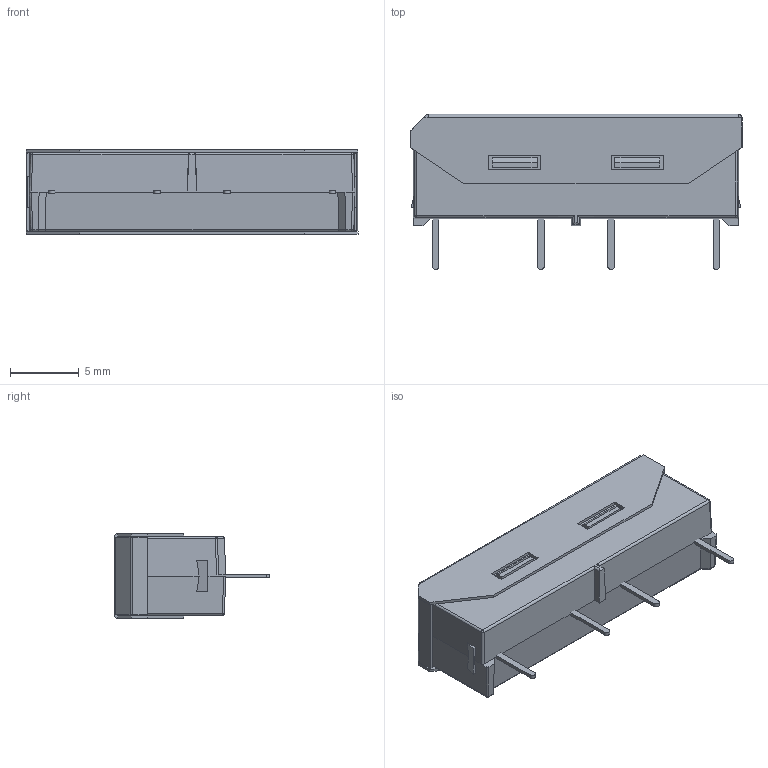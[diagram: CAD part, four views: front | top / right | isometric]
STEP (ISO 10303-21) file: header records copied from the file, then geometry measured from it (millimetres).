
FILE_DESCRIPTION((''),'2;1');
FILE_NAME('9104-05-11.stp','2013-09-12T18:08:36',('odafonseca'),(''),'Autodesk Inventor 2013','Autodesk Inventor 2013','');
FILE_SCHEMA(('AUTOMOTIVE_DESIGN { 1 0 10303 214 1 1 1 1 }'));
Length unit declared in the file: inch
Products named in the file (4): 9104-05-11; 9104 LEADS; 9104_SERIES; 9104 SHELL
Assembly tree (3 placements, depth 2):
  9104-05-11
    9104 LEADS
    9104_SERIES
    9104 SHELL
Bounding box: 24.07 x 11.26 x 6.2 mm (x, y, z)
Volume: 1047.2 mm3; surface area: 1458.2 mm2
Topology: 6 solids, 6 shells, 172 faces, 406 edges, 241 vertices
Faces by surface type: plane 119, cylinder 43, sphere 10
Full cylindrical faces by diameter (mm): 1.194 x1
Entity records: 4895 total; most frequent: DIRECTION 829, CARTESIAN_POINT 815, ORIENTED_EDGE 792, EDGE_CURVE 396, VECTOR 321, LINE 321, AXIS2_PLACEMENT_3D 254, VERTEX_POINT 240
